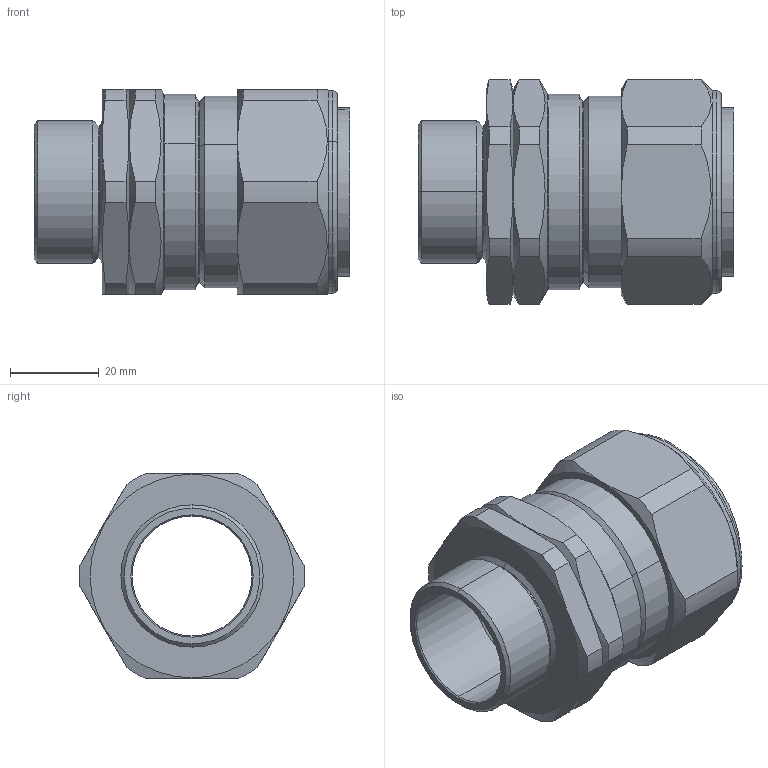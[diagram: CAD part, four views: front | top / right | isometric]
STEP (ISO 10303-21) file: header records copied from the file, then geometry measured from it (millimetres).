
FILE_DESCRIPTION (( 'STEP AP203' ), '1' );
FILE_NAME ('32CXE1RA.STEP', '2020-04-21T13:31:58', ( '' ), ( '' ), 'SwSTEP 2.0', 'SolidWorks 2017', '' );
FILE_SCHEMA (( 'CONFIG_CONTROL_DESIGN' ));
Length unit declared in the file: millimetre
Products named in the file (1): 32CXE1RA
Bounding box: 70.95 x 50.58 x 46 mm (x, y, z)
Surface area: 19135.2 mm2 (no closed solid volume)
Topology: 0 solids, 6 shells, 111 faces, 274 edges, 170 vertices
Faces by surface type: cone 40, cylinder 36, plane 25, torus 10
Entity records: 3664 total; most frequent: CARTESIAN_POINT 964, DIRECTION 580, ORIENTED_EDGE 524, EDGE_CURVE 274, AXIS2_PLACEMENT_3D 246, VERTEX_POINT 170, CIRCLE 134, EDGE_LOOP 118
